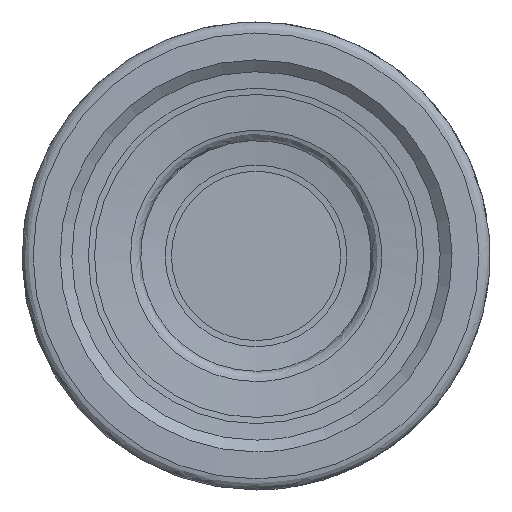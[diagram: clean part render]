
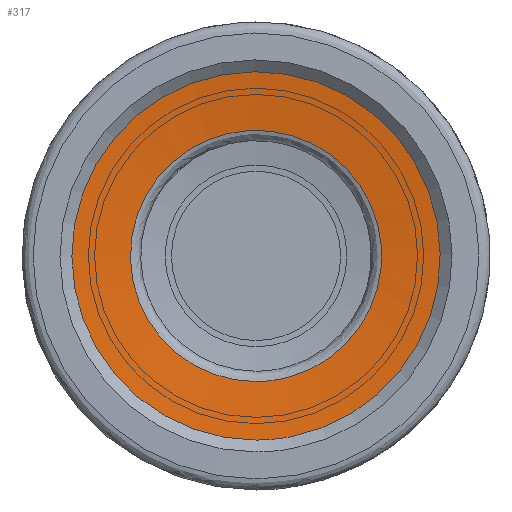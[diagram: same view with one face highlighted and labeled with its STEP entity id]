
A CAD part, left-side view. The second image highlights one B-rep face of the part: STEP entity #317.
In plain terms, the highlighted face is a revolution surface.
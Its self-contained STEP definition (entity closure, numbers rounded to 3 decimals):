
#40=SURFACE_OF_REVOLUTION('',#64,#54);
#54=AXIS1_PLACEMENT('',#841,#708);
#64=LINE('',#840,#74);
#74=VECTOR('',#707,4.127);
#284=FACE_BOUND('',#380,.T.);
#285=FACE_BOUND('',#381,.T.);
#317=ADVANCED_FACE('',(#284,#285),#40,.T.);
#380=EDGE_LOOP('',(#440));
#381=EDGE_LOOP('',(#441));
#440=ORIENTED_EDGE('',*,*,#503,.F.);
#441=ORIENTED_EDGE('',*,*,#502,.T.);
#472=VERTEX_POINT('',#835);
#473=VERTEX_POINT('',#839);
#502=EDGE_CURVE('',#472,#472,#532,.T.);
#503=EDGE_CURVE('',#473,#473,#533,.T.);
#532=CIRCLE('',#582,8.586);
#533=CIRCLE('',#584,12.588);
#582=AXIS2_PLACEMENT_3D('',#834,#700,#701);
#584=AXIS2_PLACEMENT_3D('',#838,#705,#706);
#700=DIRECTION('',(1.,0.,0.));
#701=DIRECTION('',(0.,0.,-1.));
#705=DIRECTION('',(1.,0.,0.));
#706=DIRECTION('',(0.,0.,-1.));
#707=DIRECTION('',(-0.106,-0.984,-0.146));
#708=DIRECTION('',(1.,0.,0.));
#834=CARTESIAN_POINT('',(1.067,0.,0.));
#835=CARTESIAN_POINT('',(1.067,0.,-8.586));
#838=CARTESIAN_POINT('',(0.63,0.,0.));
#839=CARTESIAN_POINT('',(0.63,0.,-12.588));
#840=CARTESIAN_POINT('',(1.067,-8.519,1.066));
#841=CARTESIAN_POINT('',(0.,0.,0.));
